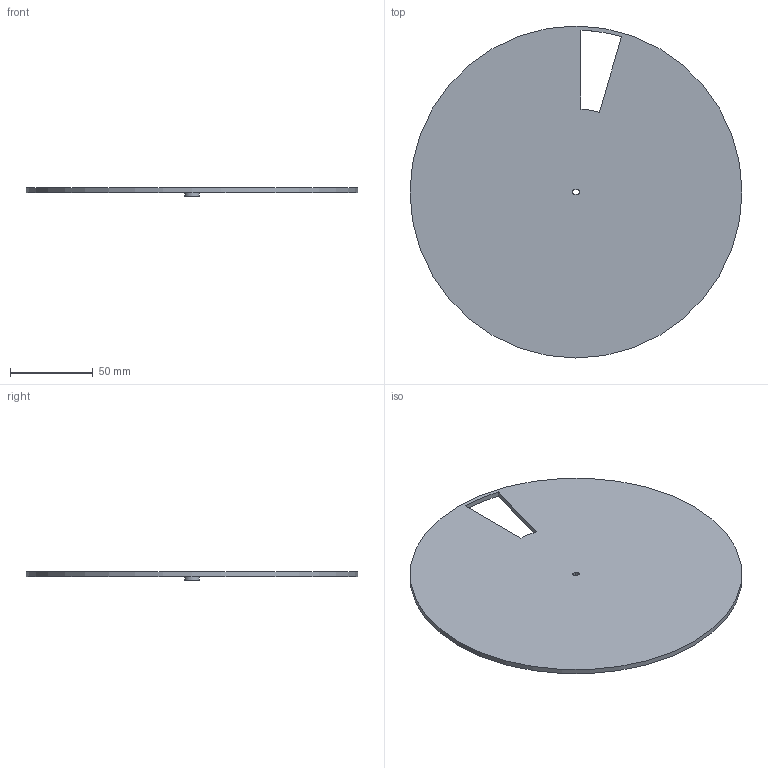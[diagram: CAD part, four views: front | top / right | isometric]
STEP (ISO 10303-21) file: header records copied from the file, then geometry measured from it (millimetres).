
FILE_DESCRIPTION(/* description */ (''),/* implementation_level */ '2;1');
FILE_NAME(/* name */ 'spinneyBit v8.step',/* time_stamp */ '2022-02-27T23:28:16+00:00',/* author */ (''),/* organization */ (''),/* preprocessor_version */ 'ST-DEVELOPER v18.1',/* originating_system */ 'Autodesk Translation Framework v10.13.0.1454',/* authorisation */ '');
FILE_SCHEMA (('AUTOMOTIVE_DESIGN { 1 0 10303 214 3 1 1 }'));
Length unit declared in the file: millimetre
Products named in the file (1): spinneyBit
Bounding box: 200 x 200 x 5 mm (x, y, z)
Volume: 91748.1 mm3; surface area: 63490.3 mm2
Topology: 1 solids, 1 shells, 13 faces, 30 edges, 20 vertices
Faces by surface type: plane 7, cylinder 6
Full cylindrical faces by diameter (mm): 9 x1, 200 x1
Entity records: 417 total; most frequent: DIRECTION 70, CARTESIAN_POINT 64, ORIENTED_EDGE 60, EDGE_CURVE 30, AXIS2_PLACEMENT_3D 26, VERTEX_POINT 20, EDGE_LOOP 18, LINE 18
